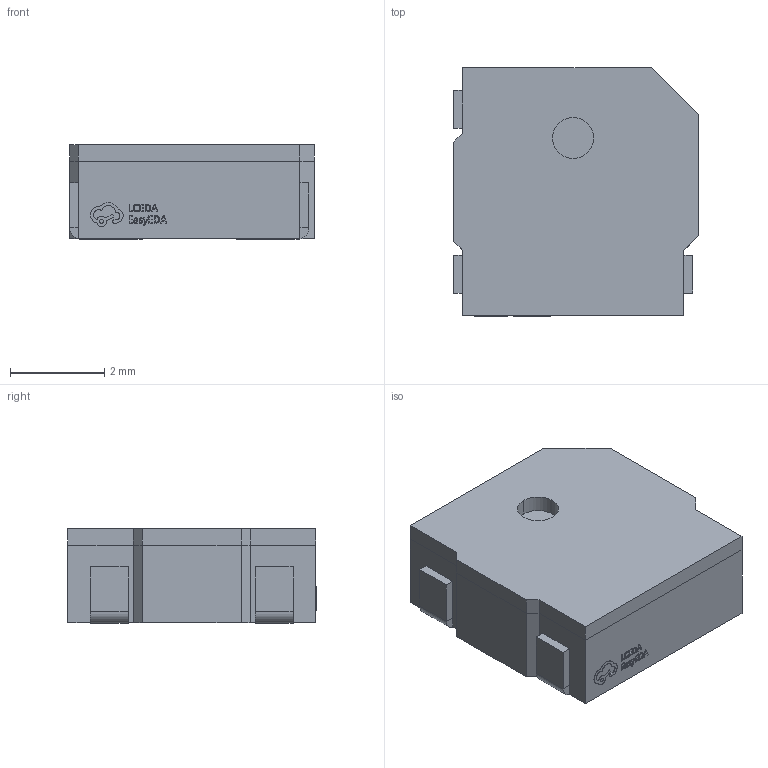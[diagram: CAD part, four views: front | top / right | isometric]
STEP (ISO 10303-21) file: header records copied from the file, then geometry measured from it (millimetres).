
FILE_DESCRIPTION(('FreeCAD Model'),'2;1');
FILE_NAME( 'BUZ-SMD-L5.0-W5.5-P4.60.step', '2024-09-10T20:08:37',('Author'),(''), 'Open CASCADE STEP processor 7.3','FreeCAD','Unknown');
FILE_SCHEMA(('AUTOMOTIVE_DESIGN { 1 0 10303 214 1 1 1 1 }'));
Length unit declared in the file: millimetre
Products named in the file (2): BUZ-SMD_L5.0-W5.5-P4.60; SOLID
Assembly tree (1 placements, depth 2):
  BUZ-SMD_L5.0-W5.5-P4.60
    SOLID
Bounding box: 5.2 x 5.28 x 2.01 mm (x, y, z)
Volume: 51.8 mm3; surface area: 96.1 mm2
Topology: 1 solids, 1 shells, 349 faces, 931 edges, 613 vertices
Faces by surface type: plane 228, bspline 112, cylinder 9
Entity records: 26852 total; most frequent: CARTESIAN_POINT 7129, DIRECTION 2600, LINE 2073, VECTOR 2073, ORIENTED_EDGE 1862, PCURVE 1862, DEFINITIONAL_REPRESENTATION 1862, EDGE_CURVE 931
